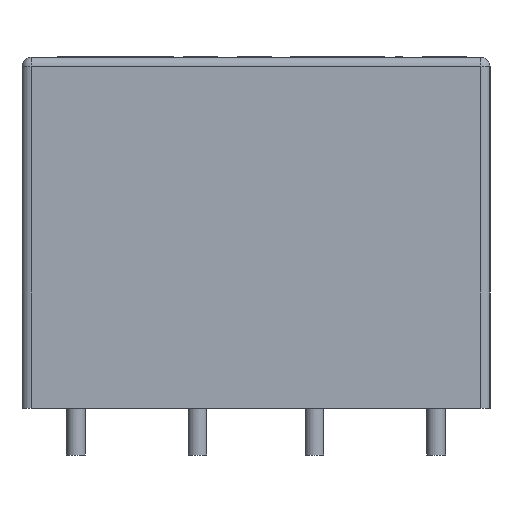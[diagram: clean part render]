
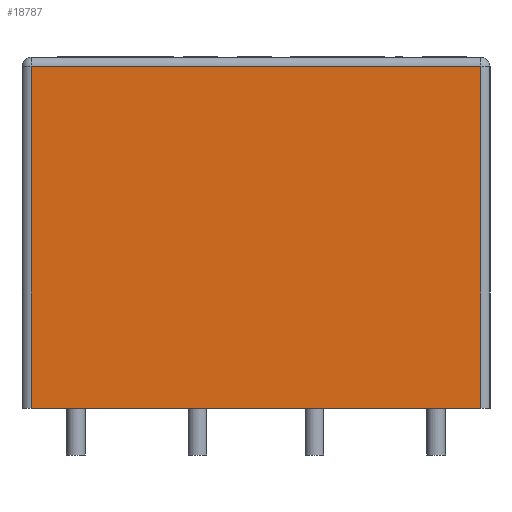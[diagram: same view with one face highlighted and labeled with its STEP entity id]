
A CAD part, left-side view. The second image highlights one B-rep face of the part: STEP entity #18787.
In plain terms, the highlighted planar face has unit normal (-1, 0, 0).
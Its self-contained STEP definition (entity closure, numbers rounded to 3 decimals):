
#2288=FACE_OUTER_BOUND('',#3417,.T.);
#3417=EDGE_LOOP('',(#17027,#17028,#17029,#17030));
#5326=LINE('',#33946,#7239);
#5329=LINE('',#33959,#7242);
#5331=LINE('',#33963,#7244);
#5335=LINE('',#33972,#7248);
#7239=VECTOR('',#22850,10.);
#7242=VECTOR('',#22865,10.);
#7244=VECTOR('',#22871,10.);
#7248=VECTOR('',#22885,10.);
#9021=VERTEX_POINT('',#33939);
#9023=VERTEX_POINT('',#33944);
#9024=VERTEX_POINT('',#33949);
#9026=VERTEX_POINT('',#33955);
#11686=EDGE_CURVE('',#9023,#9021,#5326,.T.);
#11693=EDGE_CURVE('',#9024,#9026,#5329,.T.);
#11695=EDGE_CURVE('',#9021,#9024,#5331,.T.);
#11699=EDGE_CURVE('',#9026,#9023,#5335,.T.);
#17027=ORIENTED_EDGE('',*,*,#11686,.F.);
#17028=ORIENTED_EDGE('',*,*,#11699,.F.);
#17029=ORIENTED_EDGE('',*,*,#11693,.F.);
#17030=ORIENTED_EDGE('',*,*,#11695,.F.);
#17675=PLANE('',#19529);
#18787=ADVANCED_FACE('',(#2288),#17675,.T.);
#19529=AXIS2_PLACEMENT_3D('',#33971,#22883,#22884);
#22850=DIRECTION('',(0.,0.,1.));
#22865=DIRECTION('',(0.,0.,-1.));
#22871=DIRECTION('',(0.,-1.,0.));
#22883=DIRECTION('center_axis',(-1.,0.,0.));
#22884=DIRECTION('ref_axis',(0.,-1.,0.));
#22885=DIRECTION('',(0.,1.,0.));
#33939=CARTESIAN_POINT('',(-17.,9.6,14.6));
#33944=CARTESIAN_POINT('',(-17.,9.6,0.));
#33946=CARTESIAN_POINT('',(-17.,9.6,0.));
#33949=CARTESIAN_POINT('',(-17.,-9.6,14.6));
#33955=CARTESIAN_POINT('',(-17.,-9.6,0.));
#33959=CARTESIAN_POINT('',(-17.,-9.6,0.));
#33963=CARTESIAN_POINT('',(-17.,5.,14.6));
#33971=CARTESIAN_POINT('Origin',(-17.,10.,0.));
#33972=CARTESIAN_POINT('',(-17.,-10.,0.));
